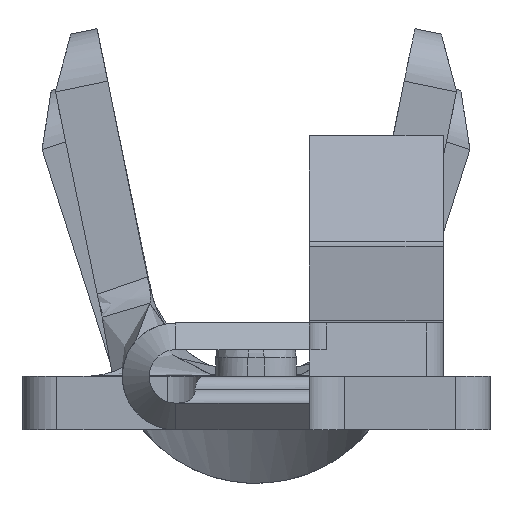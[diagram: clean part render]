
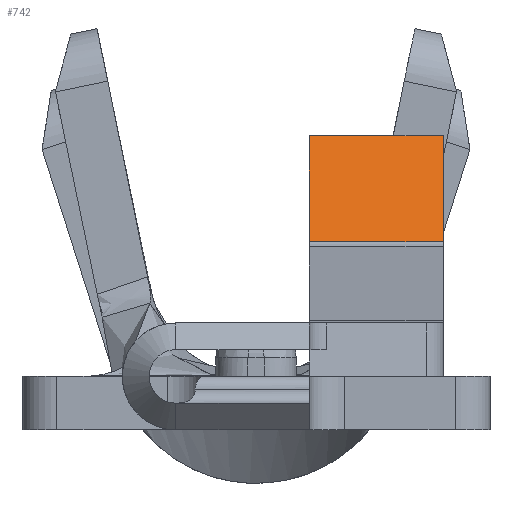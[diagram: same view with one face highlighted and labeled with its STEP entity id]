
A CAD part, front view. The second image highlights one B-rep face of the part: STEP entity #742.
In plain terms, the highlighted planar face has unit normal (0, -0.634, 0.773).
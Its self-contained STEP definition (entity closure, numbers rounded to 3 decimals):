
#608=CARTESIAN_POINT('',(0.631,3.17,0.635));
#609=VERTEX_POINT('',#608);
#610=CARTESIAN_POINT('',(0.18,3.17,0.635));
#611=VERTEX_POINT('',#610);
#612=CARTESIAN_POINT('',(0.631,3.17,0.635));
#613=DIRECTION('',(-1.,0.,0.));
#614=VECTOR('',#613,0.451);
#615=LINE('',#612,#614);
#616=EDGE_CURVE('',#609,#611,#615,.T.);
#712=CARTESIAN_POINT('',(0.406,3.387,0.813));
#713=DIRECTION('',(-1.,0.,0.));
#714=DIRECTION('',(0.,-0.634,0.773));
#715=AXIS2_PLACEMENT_3D('',#712,#714,#713);
#716=PLANE('',#715);
#717=CARTESIAN_POINT('',(0.631,3.605,0.991));
#718=VERTEX_POINT('',#717);
#719=CARTESIAN_POINT('',(0.18,3.605,0.991));
#720=VERTEX_POINT('',#719);
#721=CARTESIAN_POINT('',(0.631,3.605,0.991));
#722=DIRECTION('',(-1.,0.,0.));
#723=VECTOR('',#722,0.451);
#724=LINE('',#721,#723);
#725=EDGE_CURVE('',#718,#720,#724,.T.);
#726=ORIENTED_EDGE('',*,*,#725,.T.);
#727=CARTESIAN_POINT('',(0.18,3.605,0.991));
#728=DIRECTION('',(0.,-0.773,-0.634));
#729=VECTOR('',#728,0.563);
#730=LINE('',#727,#729);
#731=EDGE_CURVE('',#720,#611,#730,.T.);
#732=ORIENTED_EDGE('',*,*,#731,.T.);
#733=ORIENTED_EDGE('',*,*,#616,.F.);
#734=CARTESIAN_POINT('',(0.631,3.17,0.635));
#735=DIRECTION('',(0.,0.773,0.634));
#736=VECTOR('',#735,0.563);
#737=LINE('',#734,#736);
#738=EDGE_CURVE('',#609,#718,#737,.T.);
#739=ORIENTED_EDGE('',*,*,#738,.T.);
#740=EDGE_LOOP('',(#726,#732,#733,#739));
#741=FACE_OUTER_BOUND('',#740,.T.);
#742=ADVANCED_FACE('',(#741),#716,.T.);
